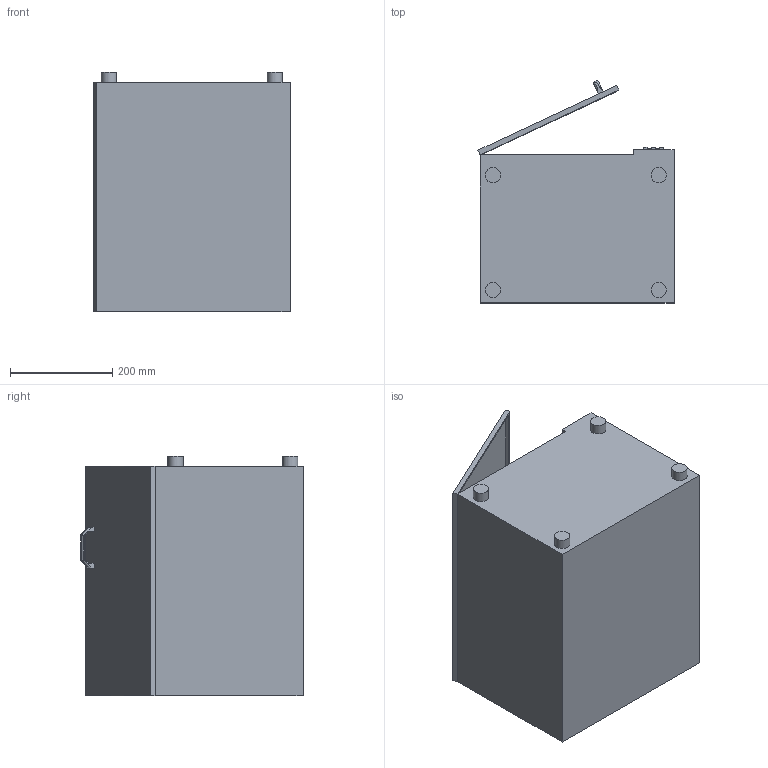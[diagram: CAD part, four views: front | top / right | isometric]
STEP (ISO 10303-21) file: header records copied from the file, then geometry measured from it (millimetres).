
FILE_DESCRIPTION(/* description */ (''),/* implementation_level */ '2;1');
FILE_NAME(/* name */ '91e41e5e-0ee6-4906-910a-d415e66828b7.stp',/* time_stamp */ '2020-08-18T16:46:24+00:00',/* author */ (''),/* organization */ (''),/* preprocessor_version */ 'ST-DEVELOPER v18.1',/* originating_system */ 'Autodesk Translation Framework v9.3.0.1241',/* authorisation */ '');
FILE_SCHEMA (('AUTOMOTIVE_DESIGN { 1 0 10303 214 3 1 1 }'));
Length unit declared in the file: millimetre
Products named in the file (1): DELIVERYBOX
Bounding box: 384.23 x 435.18 x 470 mm (x, y, z)
Volume: 2966973.5 mm3; surface area: 1938390.3 mm2
Topology: 2 solids, 3 shells, 168 faces, 398 edges, 262 vertices
Faces by surface type: plane 152, cylinder 14, bspline 2
Full cylindrical faces by diameter (mm): 30 x4
Entity records: 4950 total; most frequent: CARTESIAN_POINT 947, ORIENTED_EDGE 796, DIRECTION 742, EDGE_CURVE 398, LINE 368, VECTOR 368, VERTEX_POINT 262, EDGE_LOOP 196
